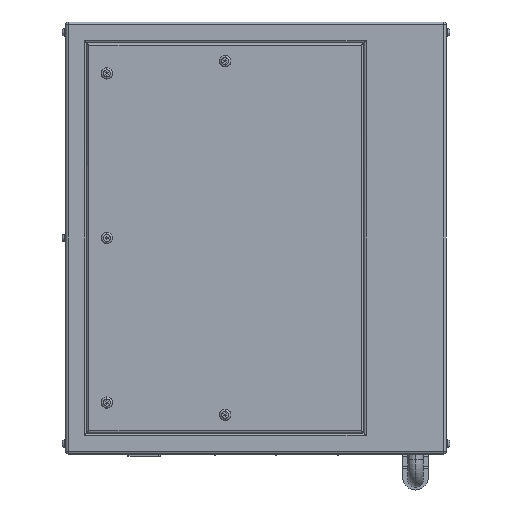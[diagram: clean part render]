
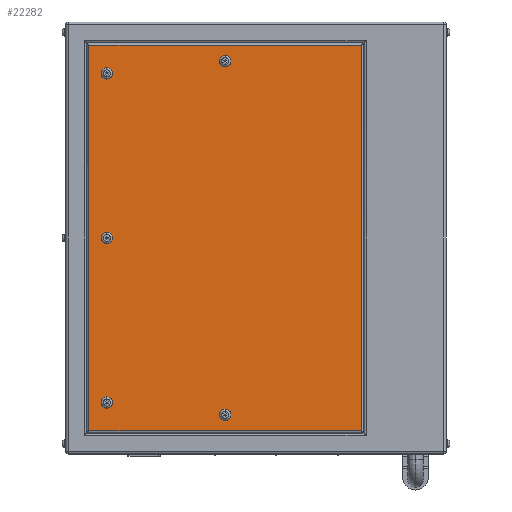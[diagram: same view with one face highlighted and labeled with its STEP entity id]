
A CAD part, left-side view. The second image highlights one B-rep face of the part: STEP entity #22282.
In plain terms, the highlighted planar face has unit normal (-1, 0, 0).
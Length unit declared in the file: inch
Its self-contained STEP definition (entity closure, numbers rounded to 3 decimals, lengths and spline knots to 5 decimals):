
#20 = FACE_OUTER_BOUND ( 'NONE', #8486, .T. ) ;
#116 = AXIS2_PLACEMENT_3D ( 'NONE', #21021, #17485, #2734 ) ;
#262 = FACE_BOUND ( 'NONE', #10372, .T. ) ;
#581 = CIRCLE ( 'NONE', #2453, 0.55 ) ;
#681 = AXIS2_PLACEMENT_3D ( 'NONE', #15234, #6078, #4536 ) ;
#685 = CIRCLE ( 'NONE', #19761, 0.55 ) ;
#911 = CARTESIAN_POINT ( 'NONE',  ( -11., 3., 16.64 ) ) ;
#1161 = VERTEX_POINT ( 'NONE', #14805 ) ;
#1266 = VECTOR ( 'NONE', #15645, 39.37008 ) ;
#1488 = CARTESIAN_POINT ( 'NONE',  ( -11., 3., -16.64 ) ) ;
#1620 = LINE ( 'NONE', #12166, #6895 ) ;
#1666 = CIRCLE ( 'NONE', #5013, 0.55 ) ;
#2057 = DIRECTION ( 'NONE',  ( 0., 0., 1. ) ) ;
#2453 = AXIS2_PLACEMENT_3D ( 'NONE', #18584, #4038, #11188 ) ;
#2539 = CIRCLE ( 'NONE', #14532, 0.55 ) ;
#2734 = DIRECTION ( 'NONE',  ( 0., 0., -1. ) ) ;
#2773 = CIRCLE ( 'NONE', #11750, 0.55 ) ;
#2846 = DIRECTION ( 'NONE',  ( 1., 0., 0. ) ) ;
#2985 = VERTEX_POINT ( 'NONE', #8862 ) ;
#3277 = LINE ( 'NONE', #4777, #15165 ) ;
#3347 = CARTESIAN_POINT ( 'NONE',  ( -11., 14.5, -16. ) ) ;
#3588 = ORIENTED_EDGE ( 'NONE', *, *, #6257, .T. ) ;
#3683 = CARTESIAN_POINT ( 'NONE',  ( -11., 14.5, 0.55 ) ) ;
#3745 = DIRECTION ( 'NONE',  ( 0., 0., -1. ) ) ;
#4038 = DIRECTION ( 'NONE',  ( 1., 0., 0. ) ) ;
#4071 = ORIENTED_EDGE ( 'NONE', *, *, #17952, .T. ) ;
#4200 = ORIENTED_EDGE ( 'NONE', *, *, #9055, .T. ) ;
#4536 = DIRECTION ( 'NONE',  ( 0., 0., -1. ) ) ;
#4633 = EDGE_CURVE ( 'NONE', #13392, #10893, #1666, .T. ) ;
#4777 = CARTESIAN_POINT ( 'NONE',  ( -11., 16.24, -21. ) ) ;
#5013 = AXIS2_PLACEMENT_3D ( 'NONE', #6843, #21039, #19277 ) ;
#5326 = CARTESIAN_POINT ( 'NONE',  ( -11., 3., -17.19 ) ) ;
#5526 = DIRECTION ( 'NONE',  ( 1., 0., 0. ) ) ;
#5649 = VERTEX_POINT ( 'NONE', #10760 ) ;
#6063 = ORIENTED_EDGE ( 'NONE', *, *, #14419, .T. ) ;
#6078 = DIRECTION ( 'NONE',  ( 1., 0., 0. ) ) ;
#6257 = EDGE_CURVE ( 'NONE', #20516, #9463, #581, .T. ) ;
#6439 = AXIS2_PLACEMENT_3D ( 'NONE', #13031, #7825, #16739 ) ;
#6695 = VERTEX_POINT ( 'NONE', #20884 ) ;
#6843 = CARTESIAN_POINT ( 'NONE',  ( -11., 14.5, -16. ) ) ;
#6895 = VECTOR ( 'NONE', #21423, 39.37008 ) ;
#7133 = ORIENTED_EDGE ( 'NONE', *, *, #18537, .T. ) ;
#7179 = DIRECTION ( 'NONE',  ( 1., 0., 0. ) ) ;
#7184 = EDGE_CURVE ( 'NONE', #10893, #13392, #17850, .T. ) ;
#7601 = EDGE_CURVE ( 'NONE', #6695, #1161, #2539, .T. ) ;
#7825 = DIRECTION ( 'NONE',  ( 1., 0., 0. ) ) ;
#7912 = VERTEX_POINT ( 'NONE', #10133 ) ;
#8431 = VERTEX_POINT ( 'NONE', #911 ) ;
#8432 = DIRECTION ( 'NONE',  ( 0., 0., 1. ) ) ;
#8486 = EDGE_LOOP ( 'NONE', ( #4071, #7133, #18861, #19506 ) ) ;
#8704 = EDGE_CURVE ( 'NONE', #15970, #14851, #685, .T. ) ;
#8712 = DIRECTION ( 'NONE',  ( 1., 0., 0. ) ) ;
#8787 = PLANE ( 'NONE',  #18118 ) ;
#8862 = CARTESIAN_POINT ( 'NONE',  ( -11., -10.24, 18.74 ) ) ;
#9055 = EDGE_CURVE ( 'NONE', #9463, #20516, #9078, .T. ) ;
#9078 = CIRCLE ( 'NONE', #9423, 0.55 ) ;
#9423 = AXIS2_PLACEMENT_3D ( 'NONE', #21348, #5526, #12563 ) ;
#9463 = VERTEX_POINT ( 'NONE', #21054 ) ;
#9539 = ORIENTED_EDGE ( 'NONE', *, *, #20066, .T. ) ;
#9630 = EDGE_CURVE ( 'NONE', #14851, #15970, #2773, .T. ) ;
#9906 = CARTESIAN_POINT ( 'NONE',  ( -11., 18.5, -21. ) ) ;
#10133 = CARTESIAN_POINT ( 'NONE',  ( -11., 16.24, 18.74 ) ) ;
#10184 = CARTESIAN_POINT ( 'NONE',  ( -11., 18.5, 18.74 ) ) ;
#10279 = DIRECTION ( 'NONE',  ( 0., 0., -1. ) ) ;
#10316 = CARTESIAN_POINT ( 'NONE',  ( -11., 3., -17.19 ) ) ;
#10372 = EDGE_LOOP ( 'NONE', ( #20115, #21306 ) ) ;
#10760 = CARTESIAN_POINT ( 'NONE',  ( -11., 3., 17.74 ) ) ;
#10893 = VERTEX_POINT ( 'NONE', #17899 ) ;
#11171 = CARTESIAN_POINT ( 'NONE',  ( -11., -10.24, -18.74 ) ) ;
#11188 = DIRECTION ( 'NONE',  ( 0., 0., -1. ) ) ;
#11305 = CARTESIAN_POINT ( 'NONE',  ( -11., 3., -17.74 ) ) ;
#11504 = VECTOR ( 'NONE', #11971, 39.37008 ) ;
#11592 = EDGE_LOOP ( 'NONE', ( #13543, #6063 ) ) ;
#11678 = DIRECTION ( 'NONE',  ( 1., 0., 0. ) ) ;
#11750 = AXIS2_PLACEMENT_3D ( 'NONE', #10316, #2846, #8432 ) ;
#11971 = DIRECTION ( 'NONE',  ( 0., 1., 0. ) ) ;
#12166 = CARTESIAN_POINT ( 'NONE',  ( -11., 18.5, -18.74 ) ) ;
#12479 = EDGE_CURVE ( 'NONE', #7912, #22809, #3277, .T. ) ;
#12563 = DIRECTION ( 'NONE',  ( 0., 0., -1. ) ) ;
#12701 = FACE_BOUND ( 'NONE', #21583, .T. ) ;
#13031 = CARTESIAN_POINT ( 'NONE',  ( -11., 14.5, 16. ) ) ;
#13392 = VERTEX_POINT ( 'NONE', #21020 ) ;
#13543 = ORIENTED_EDGE ( 'NONE', *, *, #17214, .T. ) ;
#13556 = CIRCLE ( 'NONE', #6439, 0.55 ) ;
#14146 = CARTESIAN_POINT ( 'NONE',  ( -11., 16.24, -18.74 ) ) ;
#14221 = EDGE_CURVE ( 'NONE', #2985, #7912, #21233, .T. ) ;
#14224 = DIRECTION ( 'NONE',  ( 1., 0., 0. ) ) ;
#14419 = EDGE_CURVE ( 'NONE', #5649, #8431, #17874, .T. ) ;
#14429 = EDGE_LOOP ( 'NONE', ( #9539, #16370 ) ) ;
#14532 = AXIS2_PLACEMENT_3D ( 'NONE', #16073, #14224, #3745 ) ;
#14805 = CARTESIAN_POINT ( 'NONE',  ( -11., 14.5, 15.45 ) ) ;
#14851 = VERTEX_POINT ( 'NONE', #1488 ) ;
#15165 = VECTOR ( 'NONE', #10279, 39.37008 ) ;
#15234 = CARTESIAN_POINT ( 'NONE',  ( -11., 3., 17.19 ) ) ;
#15524 = LINE ( 'NONE', #19146, #1266 ) ;
#15645 = DIRECTION ( 'NONE',  ( 0., 0., 1. ) ) ;
#15889 = DIRECTION ( 'NONE',  ( 0., 0., -1. ) ) ;
#15970 = VERTEX_POINT ( 'NONE', #11305 ) ;
#16073 = CARTESIAN_POINT ( 'NONE',  ( -11., 14.5, 16. ) ) ;
#16076 = FACE_BOUND ( 'NONE', #14429, .T. ) ;
#16370 = ORIENTED_EDGE ( 'NONE', *, *, #7601, .T. ) ;
#16457 = ORIENTED_EDGE ( 'NONE', *, *, #7184, .T. ) ;
#16739 = DIRECTION ( 'NONE',  ( 0., 0., -1. ) ) ;
#17214 = EDGE_CURVE ( 'NONE', #8431, #5649, #18436, .T. ) ;
#17485 = DIRECTION ( 'NONE',  ( 1., 0., 0. ) ) ;
#17850 = CIRCLE ( 'NONE', #21964, 0.55 ) ;
#17874 = CIRCLE ( 'NONE', #681, 0.55 ) ;
#17899 = CARTESIAN_POINT ( 'NONE',  ( -11., 14.5, -16.55 ) ) ;
#17934 = FACE_BOUND ( 'NONE', #23165, .T. ) ;
#17952 = EDGE_CURVE ( 'NONE', #22809, #18722, #1620, .T. ) ;
#18118 = AXIS2_PLACEMENT_3D ( 'NONE', #9906, #11678, #18811 ) ;
#18436 = CIRCLE ( 'NONE', #116, 0.55 ) ;
#18537 = EDGE_CURVE ( 'NONE', #18722, #2985, #15524, .T. ) ;
#18584 = CARTESIAN_POINT ( 'NONE',  ( -11., 14.5, 0. ) ) ;
#18722 = VERTEX_POINT ( 'NONE', #11171 ) ;
#18811 = DIRECTION ( 'NONE',  ( 0., 0., -1. ) ) ;
#18861 = ORIENTED_EDGE ( 'NONE', *, *, #14221, .T. ) ;
#19146 = CARTESIAN_POINT ( 'NONE',  ( -11., -10.24, -21. ) ) ;
#19277 = DIRECTION ( 'NONE',  ( 0., 0., -1. ) ) ;
#19468 = FACE_BOUND ( 'NONE', #11592, .T. ) ;
#19506 = ORIENTED_EDGE ( 'NONE', *, *, #12479, .T. ) ;
#19761 = AXIS2_PLACEMENT_3D ( 'NONE', #5326, #7179, #2057 ) ;
#20066 = EDGE_CURVE ( 'NONE', #1161, #6695, #13556, .T. ) ;
#20115 = ORIENTED_EDGE ( 'NONE', *, *, #8704, .T. ) ;
#20194 = ORIENTED_EDGE ( 'NONE', *, *, #4633, .T. ) ;
#20516 = VERTEX_POINT ( 'NONE', #3683 ) ;
#20884 = CARTESIAN_POINT ( 'NONE',  ( -11., 14.5, 16.55 ) ) ;
#21020 = CARTESIAN_POINT ( 'NONE',  ( -11., 14.5, -15.45 ) ) ;
#21021 = CARTESIAN_POINT ( 'NONE',  ( -11., 3., 17.19 ) ) ;
#21039 = DIRECTION ( 'NONE',  ( 1., 0., 0. ) ) ;
#21054 = CARTESIAN_POINT ( 'NONE',  ( -11., 14.5, -0.55 ) ) ;
#21233 = LINE ( 'NONE', #10184, #11504 ) ;
#21306 = ORIENTED_EDGE ( 'NONE', *, *, #9630, .T. ) ;
#21348 = CARTESIAN_POINT ( 'NONE',  ( -11., 14.5, 0. ) ) ;
#21423 = DIRECTION ( 'NONE',  ( 0., -1., 0. ) ) ;
#21583 = EDGE_LOOP ( 'NONE', ( #4200, #3588 ) ) ;
#21964 = AXIS2_PLACEMENT_3D ( 'NONE', #3347, #8712, #15889 ) ;
#22282 = ADVANCED_FACE ( 'NONE', ( #262, #19468, #17934, #12701, #16076, #20 ), #8787, .F. ) ;
#22809 = VERTEX_POINT ( 'NONE', #14146 ) ;
#23165 = EDGE_LOOP ( 'NONE', ( #16457, #20194 ) ) ;
